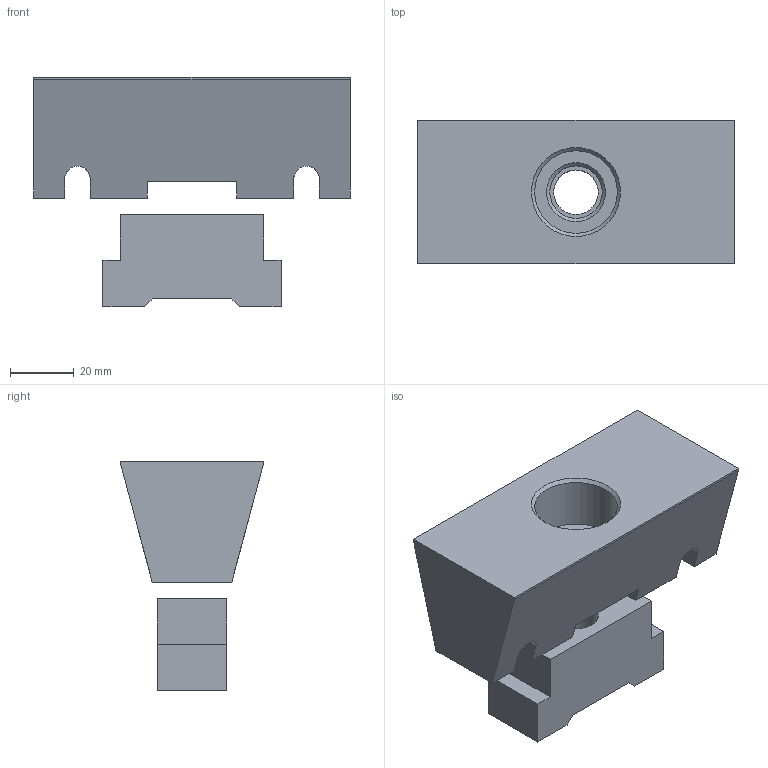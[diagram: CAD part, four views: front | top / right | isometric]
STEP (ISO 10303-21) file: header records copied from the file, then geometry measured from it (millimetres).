
FILE_DESCRIPTION( ( 'Unknown' ), '1' );
FILE_NAME( 'SVF-A01-100.stp', 'Unknown', ( 'Unknown' ), ( 'Unknown' ), 'PSStep 17.0.49', 'Unknown', ' ' );
FILE_SCHEMA( ( 'AUTOMOTIVE_DESIGN { 1 0 10303 214 1 1 1 1 }' ) );
Length unit declared in the file: millimetre
Products named in the file (3): Assem1; 1-SVF-ABT-100-2; 1-SVF-A01-100-1
Assembly tree (2 placements, depth 2):
  Assem1
    1-SVF-ABT-100-2
    1-SVF-A01-100-1
Bounding box: 99.5 x 45 x 72.2 mm (x, y, z)
Volume: 139377.9 mm3; surface area: 27323.1 mm2
Topology: 2 solids, 2 shells, 41 faces, 107 edges, 71 vertices
Faces by surface type: plane 33, cylinder 5, cone 3
Full cylindrical faces by diameter (mm): 14 x1, 16.5 x1, 26 x1
Entity records: 1588 total; most frequent: CARTESIAN_POINT 212, DIRECTION 200, ORIENTED_EDGE 198, EDGE_CURVE 99, LINE 86, VECTOR 86, VERTEX_POINT 69, AXIS2_PLACEMENT_3D 57
